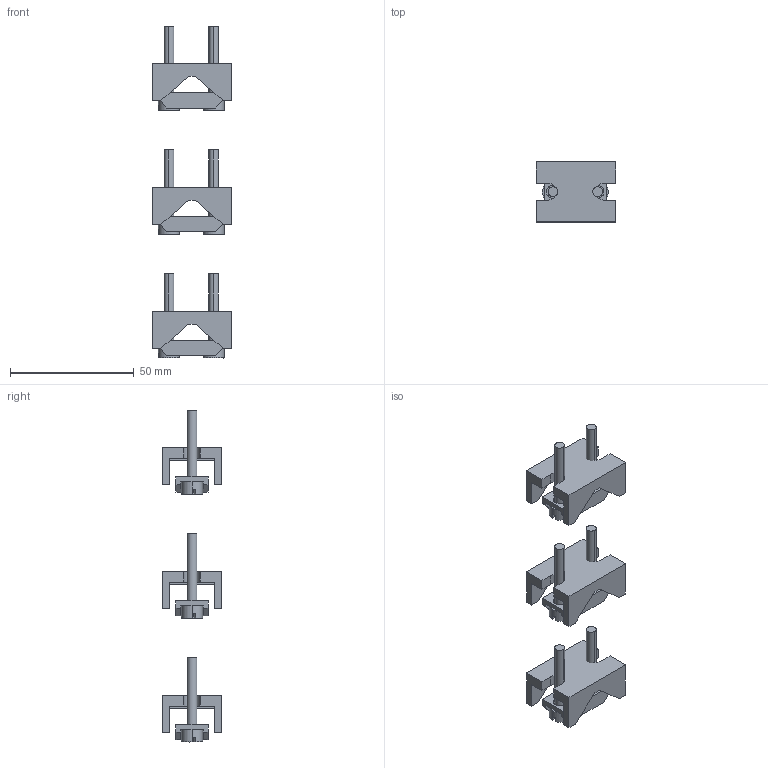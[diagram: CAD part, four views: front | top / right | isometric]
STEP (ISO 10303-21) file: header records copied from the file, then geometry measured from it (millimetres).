
FILE_DESCRIPTION((''),'2;1');
FILE_NAME('PRT0002','2023-07-26T09:56:26',('20724'),(''),'CREO PARAMETRIC BY PTC INC, 2016390','CREO PARAMETRIC BY PTC INC, 2016390','');
FILE_SCHEMA(('AUTOMOTIVE_DESIGN { 1 0 10303 214 1 1 1 1 }'));
Length unit declared in the file: millimetre
Products named in the file (1): PRT0002
Bounding box: 32.2 x 24.2 x 134 mm (x, y, z)
Surface area: 16393.6 mm2 (no closed solid volume)
Topology: 0 solids, 12 shells, 258 faces, 684 edges, 456 vertices
Faces by surface type: plane 204, cylinder 54
Entity records: 10223 total; most frequent: CARTESIAN_POINT 1398, ORIENTED_EDGE 1368, DIRECTION 1332, PRESENTATION_STYLE_ASSIGNMENT 696, STYLED_ITEM 696, CURVE_STYLE 684, EDGE_CURVE 684, VECTOR 552
